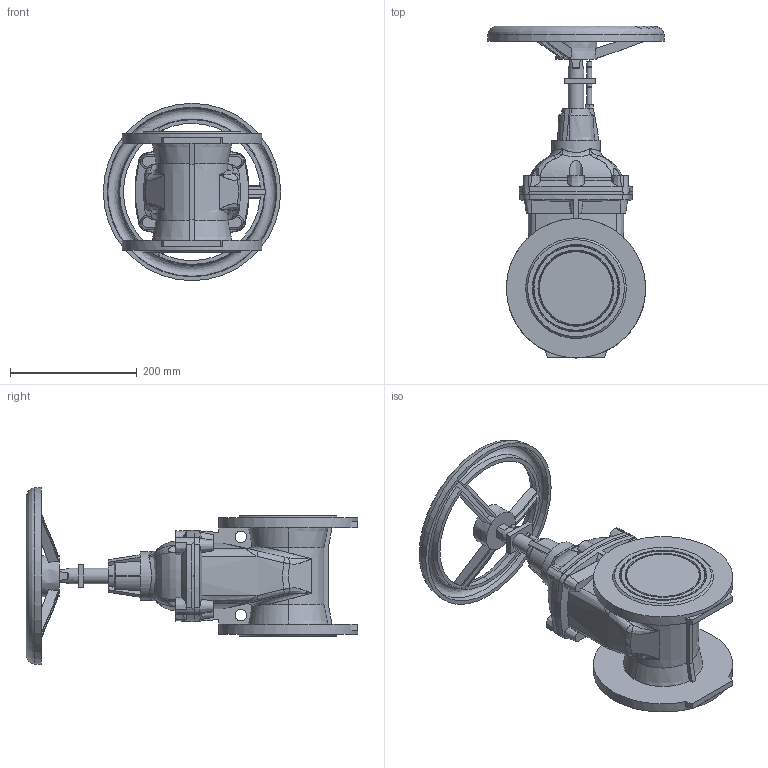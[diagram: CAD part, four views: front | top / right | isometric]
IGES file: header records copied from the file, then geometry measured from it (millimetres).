
Start section: SolidWorks IGES file using analytic representation for surfaces
Global section: file name: 0610035016.IGS; native system: SolidWorks 2012; preprocessor: SolidWorks 2012; author: rozh; date: 140529.135953; units: millimetre
Bounding box: 280 x 524 x 280 mm (x, y, z)
Surface area: 467933.2 mm2 (no closed solid volume)
Topology: 0 solids, 0 shells, 353 faces, 2835 edges, 3626 vertices
Faces by surface type: bspline 194, revolution 159
